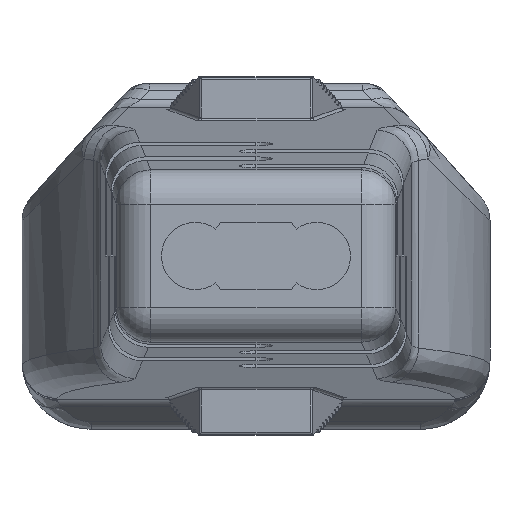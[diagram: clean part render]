
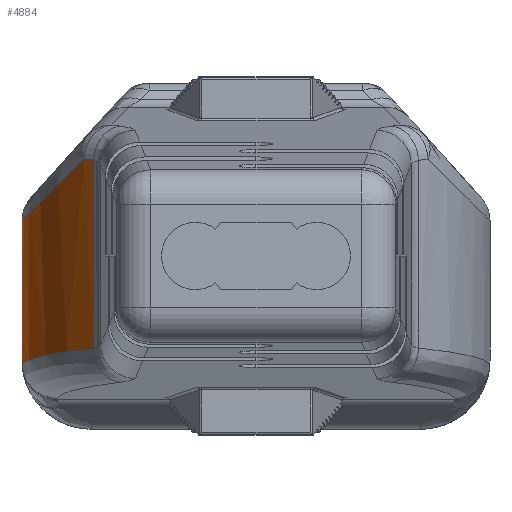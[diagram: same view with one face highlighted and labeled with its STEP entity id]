
A CAD part, front view. The second image highlights one B-rep face of the part: STEP entity #4884.
In plain terms, the highlighted cylindrical face has radius 15.271 mm (diameter 30.542 mm), a partial arc.
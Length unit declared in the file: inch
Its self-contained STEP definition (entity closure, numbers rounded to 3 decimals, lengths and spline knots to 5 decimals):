
#91 = EDGE_CURVE ( 'NONE', #5474, #162, #4157, .T. ) ;
#100 = CARTESIAN_POINT ( 'NONE',  ( -0.30094, -0.54655, 1.68302 ) ) ;
#162 = VERTEX_POINT ( 'NONE', #6543 ) ;
#451 = DIRECTION ( 'NONE',  ( -1., 0., 0. ) ) ;
#566 = ORIENTED_EDGE ( 'NONE', *, *, #4509, .T. ) ;
#625 = DIRECTION ( 'NONE',  ( 0., 0., 1. ) ) ;
#657 = CARTESIAN_POINT ( 'NONE',  ( -0.17188, -0.91874, 1.79233 ) ) ;
#955 = LINE ( 'NONE', #5929, #5820 ) ;
#982 = FACE_OUTER_BOUND ( 'NONE', #7983, .T. ) ;
#1051 = CARTESIAN_POINT ( 'NONE',  ( -0.30094, -0.55486, 1.42927 ) ) ;
#1092 = CARTESIAN_POINT ( 'NONE',  ( -0.26246, -0.79298, 1.72138 ) ) ;
#1123 = CARTESIAN_POINT ( 'NONE',  ( -0.30094, -0.54655, 1.68302 ) ) ;
#1300 = CARTESIAN_POINT ( 'NONE',  ( -0.18914, -0.89573, 1.79444 ) ) ;
#1430 = VERTEX_POINT ( 'NONE', #4834 ) ;
#1620 = ORIENTED_EDGE ( 'NONE', *, *, #3399, .T. ) ;
#1666 = ORIENTED_EDGE ( 'NONE', *, *, #91, .T. ) ;
#1978 = CARTESIAN_POINT ( 'NONE',  ( -0.30094, -0.54655, 1.43182 ) ) ;
#1982 = CARTESIAN_POINT ( 'NONE',  ( -0.17188, -0.91874, 1.4534 ) ) ;
#2201 = VERTEX_POINT ( 'NONE', #100 ) ;
#2473 = EDGE_CURVE ( 'NONE', #2996, #2201, #5899, .T. ) ;
#2505 = B_SPLINE_CURVE_WITH_KNOTS ( 'NONE', 3,
 ( #4265, #1051, #3035, #7476 ),
 .UNSPECIFIED., .F., .F.,
 ( 4, 4 ),
 ( -0.00002, 0.00064 ),
 .UNSPECIFIED. ) ;
#2607 = AXIS2_PLACEMENT_3D ( 'NONE', #3671, #6187, #451 ) ;
#2656 =( BOUNDED_CURVE ( )  B_SPLINE_CURVE ( 3, ( #657, #4491, #5125, #1300 ),
 .UNSPECIFIED., .F., .F. ) 
 B_SPLINE_CURVE_WITH_KNOTS ( ( 4, 4 ),
 ( 0.90323, 0.95107 ),
 .UNSPECIFIED. ) 
 CURVE ( )  GEOMETRIC_REPRESENTATION_ITEM ( )  RATIONAL_B_SPLINE_CURVE ( ( 1., 1., 1., 1. ) ) 
 REPRESENTATION_ITEM ( '' )  );
#2764 = DIRECTION ( 'NONE',  ( 0., 0., -1. ) ) ;
#2996 = VERTEX_POINT ( 'NONE', #4369 ) ;
#3035 = CARTESIAN_POINT ( 'NONE',  ( -0.30077, -0.56316, 1.42672 ) ) ;
#3156 = CARTESIAN_POINT ( 'NONE',  ( -0.30043, -0.57146, 1.42419 ) ) ;
#3399 = EDGE_CURVE ( 'NONE', #5091, #5474, #2505, .T. ) ;
#3671 = CARTESIAN_POINT ( 'NONE',  ( 0.30027, -0.54655, 1.30682 ) ) ;
#3697 = ORIENTED_EDGE ( 'NONE', *, *, #5009, .T. ) ;
#3936 = CARTESIAN_POINT ( 'NONE',  ( -0.25086, -0.81856, 1.44498 ) ) ;
#4157 =( BOUNDED_CURVE ( )  B_SPLINE_CURVE ( 3, ( #5790, #4569, #3936, #1982 ),
 .UNSPECIFIED., .F., .F. ) 
 B_SPLINE_CURVE_WITH_KNOTS ( ( 4, 4 ),
 ( 1.61225, 2.23836 ),
 .UNSPECIFIED. ) 
 CURVE ( )  GEOMETRIC_REPRESENTATION_ITEM ( )  RATIONAL_B_SPLINE_CURVE ( ( 1., 0.968, 0.968, 1. ) ) 
 REPRESENTATION_ITEM ( '' )  );
#4265 = CARTESIAN_POINT ( 'NONE',  ( -0.30094, -0.54655, 1.43182 ) ) ;
#4357 = ORIENTED_EDGE ( 'NONE', *, *, #2473, .T. ) ;
#4369 = CARTESIAN_POINT ( 'NONE',  ( -0.18914, -0.89573, 1.79444 ) ) ;
#4491 = CARTESIAN_POINT ( 'NONE',  ( -0.17782, -0.91121, 1.79302 ) ) ;
#4509 = EDGE_CURVE ( 'NONE', #1430, #2996, #2656, .T. ) ;
#4569 = CARTESIAN_POINT ( 'NONE',  ( -0.29514, -0.69892, 1.43491 ) ) ;
#4677 = VECTOR ( 'NONE', #625, 39.37008 ) ;
#4834 = CARTESIAN_POINT ( 'NONE',  ( -0.17188, -0.91874, 1.79233 ) ) ;
#4884 = ADVANCED_FACE ( 'NONE', ( #982 ), #6942, .T. ) ;
#4942 = CARTESIAN_POINT ( 'NONE',  ( -0.30094, -0.67277, 1.68302 ) ) ;
#5009 = EDGE_CURVE ( 'NONE', #162, #1430, #6323, .T. ) ;
#5091 = VERTEX_POINT ( 'NONE', #1978 ) ;
#5092 = CARTESIAN_POINT ( 'NONE',  ( -0.17188, -0.91874, 1.30682 ) ) ;
#5125 = CARTESIAN_POINT ( 'NONE',  ( -0.18357, -0.90354, 1.79372 ) ) ;
#5474 = VERTEX_POINT ( 'NONE', #3156 ) ;
#5707 = EDGE_CURVE ( 'NONE', #2201, #5091, #955, .T. ) ;
#5790 = CARTESIAN_POINT ( 'NONE',  ( -0.30043, -0.57146, 1.42419 ) ) ;
#5820 = VECTOR ( 'NONE', #2764, 39.37008 ) ;
#5899 =( BOUNDED_CURVE ( )  B_SPLINE_CURVE ( 3, ( #8114, #1092, #4942, #1123 ),
 .UNSPECIFIED., .F., .T. ) 
 B_SPLINE_CURVE_WITH_KNOTS ( ( 4, 4 ),
 ( 5.66346, 6.28319 ),
 .UNSPECIFIED. ) 
 CURVE ( )  GEOMETRIC_REPRESENTATION_ITEM ( )  RATIONAL_B_SPLINE_CURVE ( ( 1., 0.968, 0.968, 1. ) ) 
 REPRESENTATION_ITEM ( '' )  );
#5929 = CARTESIAN_POINT ( 'NONE',  ( -0.30094, -0.54655, 1.30682 ) ) ;
#6182 = ORIENTED_EDGE ( 'NONE', *, *, #5707, .T. ) ;
#6187 = DIRECTION ( 'NONE',  ( 0., 0., -1. ) ) ;
#6323 = LINE ( 'NONE', #5092, #4677 ) ;
#6543 = CARTESIAN_POINT ( 'NONE',  ( -0.17188, -0.91874, 1.4534 ) ) ;
#6942 = CYLINDRICAL_SURFACE ( 'NONE', #2607, 0.60121 ) ;
#7476 = CARTESIAN_POINT ( 'NONE',  ( -0.30043, -0.57146, 1.42419 ) ) ;
#7983 = EDGE_LOOP ( 'NONE', ( #1620, #1666, #3697, #566, #4357, #6182 ) ) ;
#8114 = CARTESIAN_POINT ( 'NONE',  ( -0.18914, -0.89573, 1.79444 ) ) ;
